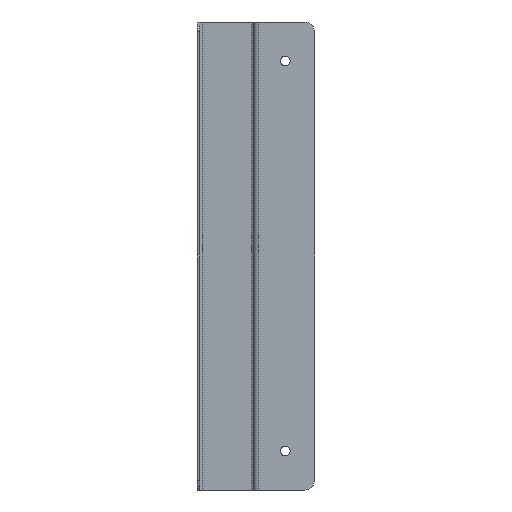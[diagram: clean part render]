
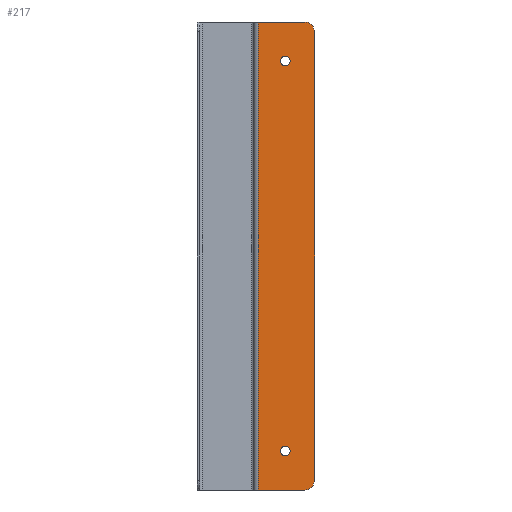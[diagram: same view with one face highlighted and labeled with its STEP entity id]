
A CAD part, front view. The second image highlights one B-rep face of the part: STEP entity #217.
In plain terms, the highlighted planar face has unit normal (0, -1, 0).
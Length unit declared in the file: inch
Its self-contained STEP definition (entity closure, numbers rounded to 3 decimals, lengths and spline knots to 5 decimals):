
#4 = DIRECTION ( 'NONE',  ( 0., 0., 1. ) ) ;
#39 = ORIENTED_EDGE ( 'NONE', *, *, #147, .T. ) ;
#45 = CARTESIAN_POINT ( 'NONE',  ( 1.25, -0.56, 6. ) ) ;
#48 = ORIENTED_EDGE ( 'NONE', *, *, #181, .F. ) ;
#50 = FACE_BOUND ( 'NONE', #429, .T. ) ;
#62 = CARTESIAN_POINT ( 'NONE',  ( 0.06, -0.56, 6. ) ) ;
#108 = ORIENTED_EDGE ( 'NONE', *, *, #304, .T. ) ;
#125 = CARTESIAN_POINT ( 'NONE',  ( 0.06, -0.56, -6. ) ) ;
#131 = VERTEX_POINT ( 'NONE', #592 ) ;
#136 = DIRECTION ( 'NONE',  ( 0., 1., 0. ) ) ;
#139 = DIRECTION ( 'NONE',  ( 0., 1., 0. ) ) ;
#141 = VERTEX_POINT ( 'NONE', #563 ) ;
#147 = EDGE_CURVE ( 'NONE', #131, #131, #681, .T. ) ;
#163 = VERTEX_POINT ( 'NONE', #125 ) ;
#172 = CIRCLE ( 'NONE', #644, 0.125 ) ;
#179 = VERTEX_POINT ( 'NONE', #233 ) ;
#181 = EDGE_CURVE ( 'NONE', #607, #163, #769, .T. ) ;
#182 = DIRECTION ( 'NONE',  ( 0., 1., 0. ) ) ;
#185 = CARTESIAN_POINT ( 'NONE',  ( 0.78, -0.56, -6. ) ) ;
#189 = CARTESIAN_POINT ( 'NONE',  ( 1.5, -0.56, 0. ) ) ;
#196 = CARTESIAN_POINT ( 'NONE',  ( 0.75, -0.56, 5. ) ) ;
#217 = ADVANCED_FACE ( 'NONE', ( #636, #50, #576 ), #303, .F. ) ;
#222 = CARTESIAN_POINT ( 'NONE',  ( 1.25, -0.56, 5.75 ) ) ;
#233 = CARTESIAN_POINT ( 'NONE',  ( 1.5, -0.56, 5.75 ) ) ;
#239 = VECTOR ( 'NONE', #438, 39.37008 ) ;
#251 = DIRECTION ( 'NONE',  ( 0., 0., 1. ) ) ;
#253 = LINE ( 'NONE', #593, #736 ) ;
#293 = AXIS2_PLACEMENT_3D ( 'NONE', #650, #182, #297 ) ;
#297 = DIRECTION ( 'NONE',  ( 0., 0., 1. ) ) ;
#302 = CARTESIAN_POINT ( 'NONE',  ( 0.78, -0.56, 6. ) ) ;
#303 = PLANE ( 'NONE',  #306 ) ;
#304 = EDGE_CURVE ( 'NONE', #141, #179, #515, .T. ) ;
#306 = AXIS2_PLACEMENT_3D ( 'NONE', #441, #569, #449 ) ;
#307 = AXIS2_PLACEMENT_3D ( 'NONE', #316, #139, #251 ) ;
#316 = CARTESIAN_POINT ( 'NONE',  ( 1.25, -0.56, -5.75 ) ) ;
#366 = CIRCLE ( 'NONE', #307, 0.25 ) ;
#382 = VERTEX_POINT ( 'NONE', #62 ) ;
#385 = EDGE_CURVE ( 'NONE', #163, #382, #253, .T. ) ;
#388 = ORIENTED_EDGE ( 'NONE', *, *, #756, .F. ) ;
#429 = EDGE_LOOP ( 'NONE', ( #39 ) ) ;
#436 = EDGE_LOOP ( 'NONE', ( #672, #48, #388, #108, #630, #651 ) ) ;
#438 = DIRECTION ( 'NONE',  ( -1., 0., 0. ) ) ;
#441 = CARTESIAN_POINT ( 'NONE',  ( 1.5, -0.56, -6. ) ) ;
#449 = DIRECTION ( 'NONE',  ( 0., 0., 1. ) ) ;
#457 = EDGE_LOOP ( 'NONE', ( #655 ) ) ;
#487 = AXIS2_PLACEMENT_3D ( 'NONE', #222, #809, #489 ) ;
#489 = DIRECTION ( 'NONE',  ( 0., 0., 1. ) ) ;
#495 = EDGE_CURVE ( 'NONE', #675, #179, #572, .T. ) ;
#511 = VECTOR ( 'NONE', #601, 39.37008 ) ;
#515 = LINE ( 'NONE', #189, #511 ) ;
#533 = CARTESIAN_POINT ( 'NONE',  ( 0.75, -0.56, 5.125 ) ) ;
#563 = CARTESIAN_POINT ( 'NONE',  ( 1.5, -0.56, -5.75 ) ) ;
#566 = EDGE_CURVE ( 'NONE', #675, #382, #754, .T. ) ;
#569 = DIRECTION ( 'NONE',  ( 0., 1., 0. ) ) ;
#572 = CIRCLE ( 'NONE', #487, 0.25 ) ;
#576 = FACE_OUTER_BOUND ( 'NONE', #436, .T. ) ;
#592 = CARTESIAN_POINT ( 'NONE',  ( 0.75, -0.56, -4.875 ) ) ;
#593 = CARTESIAN_POINT ( 'NONE',  ( 0.06, -0.56, -6. ) ) ;
#599 = DIRECTION ( 'NONE',  ( 0., 0., 1. ) ) ;
#601 = DIRECTION ( 'NONE',  ( 0., 0., 1. ) ) ;
#607 = VERTEX_POINT ( 'NONE', #635 ) ;
#630 = ORIENTED_EDGE ( 'NONE', *, *, #495, .F. ) ;
#635 = CARTESIAN_POINT ( 'NONE',  ( 1.25, -0.56, -6. ) ) ;
#636 = FACE_BOUND ( 'NONE', #457, .T. ) ;
#644 = AXIS2_PLACEMENT_3D ( 'NONE', #196, #136, #599 ) ;
#645 = DIRECTION ( 'NONE',  ( -1., 0., 0. ) ) ;
#650 = CARTESIAN_POINT ( 'NONE',  ( 0.75, -0.56, -5. ) ) ;
#651 = ORIENTED_EDGE ( 'NONE', *, *, #566, .T. ) ;
#655 = ORIENTED_EDGE ( 'NONE', *, *, #789, .T. ) ;
#665 = VERTEX_POINT ( 'NONE', #533 ) ;
#672 = ORIENTED_EDGE ( 'NONE', *, *, #385, .F. ) ;
#675 = VERTEX_POINT ( 'NONE', #45 ) ;
#681 = CIRCLE ( 'NONE', #293, 0.125 ) ;
#683 = VECTOR ( 'NONE', #645, 39.37008 ) ;
#736 = VECTOR ( 'NONE', #4, 39.37008 ) ;
#754 = LINE ( 'NONE', #302, #683 ) ;
#756 = EDGE_CURVE ( 'NONE', #141, #607, #366, .T. ) ;
#769 = LINE ( 'NONE', #185, #239 ) ;
#789 = EDGE_CURVE ( 'NONE', #665, #665, #172, .T. ) ;
#809 = DIRECTION ( 'NONE',  ( 0., 1., 0. ) ) ;
